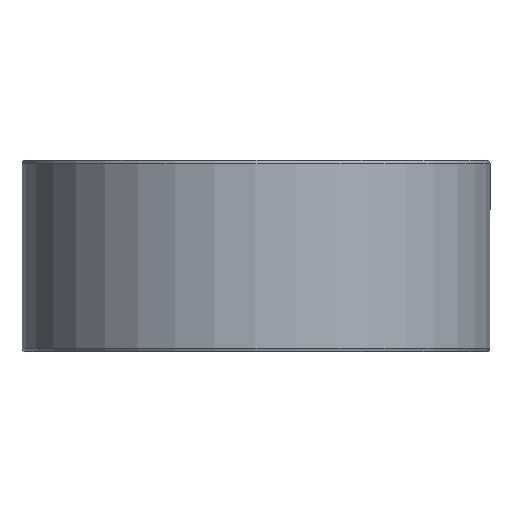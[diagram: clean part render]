
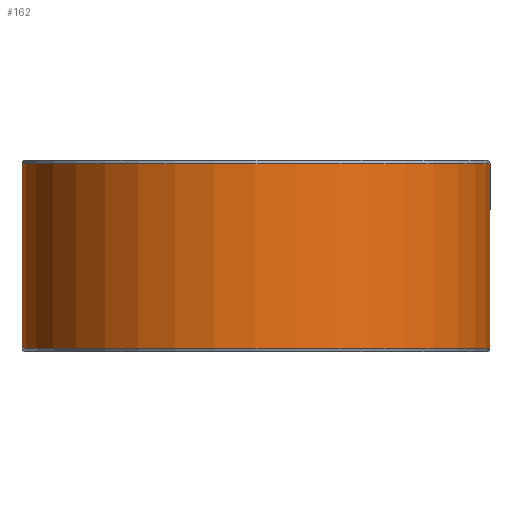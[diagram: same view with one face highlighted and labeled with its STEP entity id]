
A CAD part, front view. The second image highlights one B-rep face of the part: STEP entity #162.
In plain terms, the highlighted cylindrical face has radius 122.5 mm (diameter 245 mm), a partial arc.
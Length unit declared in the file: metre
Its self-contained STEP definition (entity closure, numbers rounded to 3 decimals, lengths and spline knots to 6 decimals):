
#162=ADVANCED_FACE('',(#185,#186),#187,.T.);
#185=FACE_OUTER_BOUND('',#211,.T.);
#186=FACE_BOUND('',#212,.T.);
#187=CYLINDRICAL_SURFACE('',#213,0.1225);
#211=EDGE_LOOP('',(#289,#290,#291,#292));
#212=EDGE_LOOP('',(#293));
#213=AXIS2_PLACEMENT_3D('',#294,#295,#296);
#289=ORIENTED_EDGE('',*,*,#314,.T.);
#290=ORIENTED_EDGE('',*,*,#323,.F.);
#291=ORIENTED_EDGE('',*,*,#309,.F.);
#292=ORIENTED_EDGE('',*,*,#324,.T.);
#293=ORIENTED_EDGE('',*,*,#327,.T.);
#294=CARTESIAN_POINT('',(0.,0.,0.0));
#295=DIRECTION('',(0.,0.0,-1.0));
#296=DIRECTION('',(-1.0,0.0,0.));
#309=EDGE_CURVE('',#341,#342,#343,.T.);
#314=EDGE_CURVE('',#351,#349,#352,.T.);
#323=EDGE_CURVE('',#342,#349,#365,.T.);
#324=EDGE_CURVE('',#341,#351,#366,.T.);
#327=EDGE_CURVE('',#370,#370,#371,.T.);
#341=VERTEX_POINT('',#389);
#342=VERTEX_POINT('',#390);
#343=CIRCLE('',#391,0.1225);
#349=VERTEX_POINT('',#399);
#351=VERTEX_POINT('',#402);
#352=CIRCLE('',#403,0.1225);
#365=LINE('',#422,#423);
#366=LINE('',#424,#425);
#370=VERTEX_POINT('',#503);
#371=B_SPLINE_CURVE_WITH_KNOTS('',3,(#504,#505,#506,#507,#508,#509,#510,#511,#512,#513,#514,#515,#516,#517,#518,#519,#520,#521,#522,#523,#524,#525,#526,#527,#528,#529,#530,#531,#532,#533,#534,#535,#536,#537,#538,#539,#540,#541,#542,#543,#544,#545,#546,#547,#548,#549,#550,#551,#552,#553,#554,#555,#556,#557,#558,#559,#560,#561,#562,#563,#564,#565,#566,#567,#568,#569,#570,#571,#572,#573,#574,#575,#576,#577),.UNSPECIFIED.,.T.,.F.,(2,2,2,2,2,2,2,2,2,2,2,2,2,2,2,2,2,2,2,2,2,2,2,2,2,2,2,2,2,2,2,2,2,2,2,2,2,2,2),(-0.000977,0.0,0.000977,0.001466,0.001954,0.002931,0.003908,0.004885,0.005862,0.006839,0.007816,0.008793,0.00977,0.010747,0.011724,0.012701,0.01319,0.013678,0.014655,0.015632,0.016609,0.017586,0.018563,0.01954,0.020517,0.021494,0.022471,0.023448,0.024425,0.024914,0.025402,0.026379,0.027356,0.028333,0.028822,0.02931,0.030287,0.031264,0.032241),.UNSPECIFIED.);
#389=CARTESIAN_POINT('',(0.002138,0.122481,0.0018));
#390=CARTESIAN_POINT('',(0.,0.1225,0.0018));
#391=AXIS2_PLACEMENT_3D('',#591,#592,#593);
#399=CARTESIAN_POINT('',(0.,0.1225,0.0982));
#402=CARTESIAN_POINT('',(0.002138,0.122481,0.0982));
#403=AXIS2_PLACEMENT_3D('',#600,#601,#602);
#422=CARTESIAN_POINT('',(0.,0.1225,0.0018));
#423=VECTOR('',#615,1.0);
#424=CARTESIAN_POINT('',(0.002138,0.122481,0.0018));
#425=VECTOR('',#616,1.0);
#503=CARTESIAN_POINT('',(0.10234,-0.067325,0.05));
#504=CARTESIAN_POINT('',(0.10234,-0.067325,0.04967));
#505=CARTESIAN_POINT('',(0.10234,-0.067325,0.05033));
#506=CARTESIAN_POINT('',(0.102358,-0.067298,0.050655));
#507=CARTESIAN_POINT('',(0.10241,-0.067219,0.051134));
#508=CARTESIAN_POINT('',(0.102432,-0.067186,0.051293));
#509=CARTESIAN_POINT('',(0.102484,-0.067106,0.051607));
#510=CARTESIAN_POINT('',(0.102515,-0.067059,0.051763));
#511=CARTESIAN_POINT('',(0.102618,-0.066901,0.052217));
#512=CARTESIAN_POINT('',(0.102702,-0.066773,0.052504));
#513=CARTESIAN_POINT('',(0.102899,-0.066468,0.053048));
#514=CARTESIAN_POINT('',(0.103014,-0.06629,0.053305));
#515=CARTESIAN_POINT('',(0.103263,-0.065902,0.053766));
#516=CARTESIAN_POINT('',(0.103398,-0.06569,0.053973));
#517=CARTESIAN_POINT('',(0.10369,-0.065227,0.054339));
#518=CARTESIAN_POINT('',(0.103845,-0.064981,0.054494));
#519=CARTESIAN_POINT('',(0.104163,-0.06447,0.054744));
#520=CARTESIAN_POINT('',(0.104329,-0.064202,0.05484));
#521=CARTESIAN_POINT('',(0.104665,-0.063651,0.054968));
#522=CARTESIAN_POINT('',(0.104834,-0.063374,0.055));
#523=CARTESIAN_POINT('',(0.10517,-0.062815,0.055));
#524=CARTESIAN_POINT('',(0.105339,-0.06253,0.054968));
#525=CARTESIAN_POINT('',(0.105665,-0.061978,0.05484));
#526=CARTESIAN_POINT('',(0.105822,-0.061709,0.054746));
#527=CARTESIAN_POINT('',(0.106126,-0.061185,0.054496));
#528=CARTESIAN_POINT('',(0.106272,-0.060931,0.054339));
#529=CARTESIAN_POINT('',(0.10654,-0.06046,0.053977));
#530=CARTESIAN_POINT('',(0.106665,-0.06024,0.053771));
#531=CARTESIAN_POINT('',(0.106894,-0.059833,0.053304));
#532=CARTESIAN_POINT('',(0.106995,-0.059652,0.053051));
#533=CARTESIAN_POINT('',(0.107127,-0.059415,0.052645));
#534=CARTESIAN_POINT('',(0.107168,-0.059341,0.052505));
#535=CARTESIAN_POINT('',(0.107243,-0.059205,0.052216));
#536=CARTESIAN_POINT('',(0.107277,-0.059143,0.052066));
#537=CARTESIAN_POINT('',(0.107368,-0.058978,0.051612));
#538=CARTESIAN_POINT('',(0.107413,-0.058895,0.0513));
#539=CARTESIAN_POINT('',(0.107475,-0.058783,0.050659));
#540=CARTESIAN_POINT('',(0.107491,-0.058754,0.050328));
#541=CARTESIAN_POINT('',(0.107491,-0.058754,0.049675));
#542=CARTESIAN_POINT('',(0.107476,-0.058781,0.049351));
#543=CARTESIAN_POINT('',(0.107414,-0.058893,0.048707));
#544=CARTESIAN_POINT('',(0.107368,-0.058978,0.04839));
#545=CARTESIAN_POINT('',(0.107248,-0.059196,0.047789));
#546=CARTESIAN_POINT('',(0.107173,-0.059331,0.047498));
#547=CARTESIAN_POINT('',(0.106996,-0.059651,0.046951));
#548=CARTESIAN_POINT('',(0.106895,-0.059832,0.046699));
#549=CARTESIAN_POINT('',(0.106669,-0.060233,0.046237));
#550=CARTESIAN_POINT('',(0.106542,-0.060457,0.046026));
#551=CARTESIAN_POINT('',(0.106273,-0.060929,0.045662));
#552=CARTESIAN_POINT('',(0.10613,-0.061178,0.045508));
#553=CARTESIAN_POINT('',(0.105827,-0.061701,0.045257));
#554=CARTESIAN_POINT('',(0.105666,-0.061976,0.045161));
#555=CARTESIAN_POINT('',(0.105341,-0.062526,0.045033));
#556=CARTESIAN_POINT('',(0.105175,-0.062805,0.045));
#557=CARTESIAN_POINT('',(0.104836,-0.063371,0.045));
#558=CARTESIAN_POINT('',(0.104667,-0.063649,0.045032));
#559=CARTESIAN_POINT('',(0.104417,-0.064058,0.045127));
#560=CARTESIAN_POINT('',(0.104334,-0.064193,0.045166));
#561=CARTESIAN_POINT('',(0.104169,-0.06446,0.045261));
#562=CARTESIAN_POINT('',(0.104087,-0.064593,0.045317));
#563=CARTESIAN_POINT('',(0.103846,-0.064979,0.045505));
#564=CARTESIAN_POINT('',(0.103693,-0.065223,0.045658));
#565=CARTESIAN_POINT('',(0.103403,-0.065682,0.04602));
#566=CARTESIAN_POINT('',(0.103264,-0.0659,0.046231));
#567=CARTESIAN_POINT('',(0.103015,-0.066289,0.046692));
#568=CARTESIAN_POINT('',(0.102903,-0.066463,0.046944));
#569=CARTESIAN_POINT('',(0.102754,-0.066693,0.047353));
#570=CARTESIAN_POINT('',(0.102707,-0.066765,0.047495));
#571=CARTESIAN_POINT('',(0.102623,-0.066894,0.047784));
#572=CARTESIAN_POINT('',(0.102585,-0.066953,0.047931));
#573=CARTESIAN_POINT('',(0.102482,-0.06711,0.048382));
#574=CARTESIAN_POINT('',(0.102429,-0.06719,0.048696));
#575=CARTESIAN_POINT('',(0.102358,-0.067298,0.049343));
#576=CARTESIAN_POINT('',(0.10234,-0.067325,0.04967));
#577=CARTESIAN_POINT('',(0.10234,-0.067325,0.05033));
#591=CARTESIAN_POINT('',(0.,0.,0.0018));
#592=DIRECTION('',(0.,0.0,-1.0));
#593=DIRECTION('',(-1.0,0.0,0.));
#600=CARTESIAN_POINT('',(0.,0.,0.0982));
#601=DIRECTION('',(0.,0.0,-1.0));
#602=DIRECTION('',(-1.0,0.0,0.));
#615=DIRECTION('',(0.,0.0,1.0));
#616=DIRECTION('',(0.,0.,1.0));
